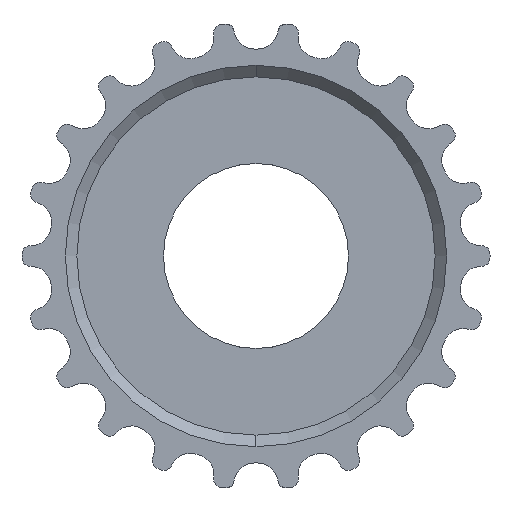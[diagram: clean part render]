
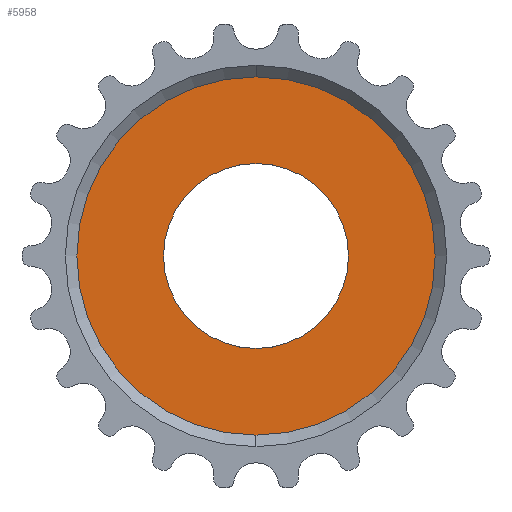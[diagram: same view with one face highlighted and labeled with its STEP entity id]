
A CAD part, left-side view. The second image highlights one B-rep face of the part: STEP entity #5958.
In plain terms, the highlighted planar face has unit normal (-1, 0, 0).
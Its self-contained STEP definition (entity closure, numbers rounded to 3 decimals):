
#64 = EDGE_CURVE ( 'NONE', #1206, #758, #2556, .T. ) ;
#231 = AXIS2_PLACEMENT_3D ( 'NONE', #4775, #431, #5371 ) ;
#246 = AXIS2_PLACEMENT_3D ( 'NONE', #6697, #2493, #1915 ) ;
#411 = CARTESIAN_POINT ( 'NONE',  ( 22., 4., 0. ) ) ;
#431 = DIRECTION ( 'NONE',  ( -1., 0., 0. ) ) ;
#758 = VERTEX_POINT ( 'NONE', #7150 ) ;
#855 = CARTESIAN_POINT ( 'NONE',  ( 22., 0., -7.75 ) ) ;
#966 = DIRECTION ( 'NONE',  ( 0., 0., 1. ) ) ;
#1206 = VERTEX_POINT ( 'NONE', #7172 ) ;
#1282 = AXIS2_PLACEMENT_3D ( 'NONE', #411, #5270, #966 ) ;
#1492 = DIRECTION ( 'NONE',  ( -1., 0., 0. ) ) ;
#1557 = PLANE ( 'NONE',  #1282 ) ;
#1915 = DIRECTION ( 'NONE',  ( 0., 0., 1. ) ) ;
#2196 = ORIENTED_EDGE ( 'NONE', *, *, #4126, .T. ) ;
#2229 = VERTEX_POINT ( 'NONE', #855 ) ;
#2493 = DIRECTION ( 'NONE',  ( -1., 0., 0. ) ) ;
#2500 = DIRECTION ( 'NONE',  ( 0., 0., 1. ) ) ;
#2512 = EDGE_CURVE ( 'NONE', #758, #1206, #3738, .T. ) ;
#2556 = CIRCLE ( 'NONE', #246, 4. ) ;
#2861 = EDGE_CURVE ( 'NONE', #2229, #7183, #5895, .T. ) ;
#3738 = CIRCLE ( 'NONE', #7286, 4. ) ;
#4126 = EDGE_CURVE ( 'NONE', #7183, #2229, #7095, .T. ) ;
#4444 = EDGE_LOOP ( 'NONE', ( #7652, #6062 ) ) ;
#4672 = FACE_BOUND ( 'NONE', #4444, .T. ) ;
#4775 = CARTESIAN_POINT ( 'NONE',  ( 22., 0., 0. ) ) ;
#4840 = CARTESIAN_POINT ( 'NONE',  ( 22., 0., 0. ) ) ;
#5102 = DIRECTION ( 'NONE',  ( 0., 0., 1. ) ) ;
#5270 = DIRECTION ( 'NONE',  ( -1., 0., 0. ) ) ;
#5371 = DIRECTION ( 'NONE',  ( 0., 0., 1. ) ) ;
#5766 = AXIS2_PLACEMENT_3D ( 'NONE', #7587, #1492, #5102 ) ;
#5895 = CIRCLE ( 'NONE', #5766, 7.75 ) ;
#5958 = ADVANCED_FACE ( 'NONE', ( #7135, #4672 ), #1557, .T. ) ;
#6062 = ORIENTED_EDGE ( 'NONE', *, *, #2512, .F. ) ;
#6157 = CARTESIAN_POINT ( 'NONE',  ( 22., 0., 7.75 ) ) ;
#6664 = EDGE_LOOP ( 'NONE', ( #2196, #6918 ) ) ;
#6697 = CARTESIAN_POINT ( 'NONE',  ( 22., 0., 0. ) ) ;
#6918 = ORIENTED_EDGE ( 'NONE', *, *, #2861, .T. ) ;
#7095 = CIRCLE ( 'NONE', #231, 7.75 ) ;
#7135 = FACE_OUTER_BOUND ( 'NONE', #6664, .T. ) ;
#7150 = CARTESIAN_POINT ( 'NONE',  ( 22., 0., -4. ) ) ;
#7172 = CARTESIAN_POINT ( 'NONE',  ( 22., 0., 4. ) ) ;
#7183 = VERTEX_POINT ( 'NONE', #6157 ) ;
#7214 = DIRECTION ( 'NONE',  ( -1., 0., 0. ) ) ;
#7286 = AXIS2_PLACEMENT_3D ( 'NONE', #4840, #7214, #2500 ) ;
#7587 = CARTESIAN_POINT ( 'NONE',  ( 22., 0., 0. ) ) ;
#7652 = ORIENTED_EDGE ( 'NONE', *, *, #64, .F. ) ;
